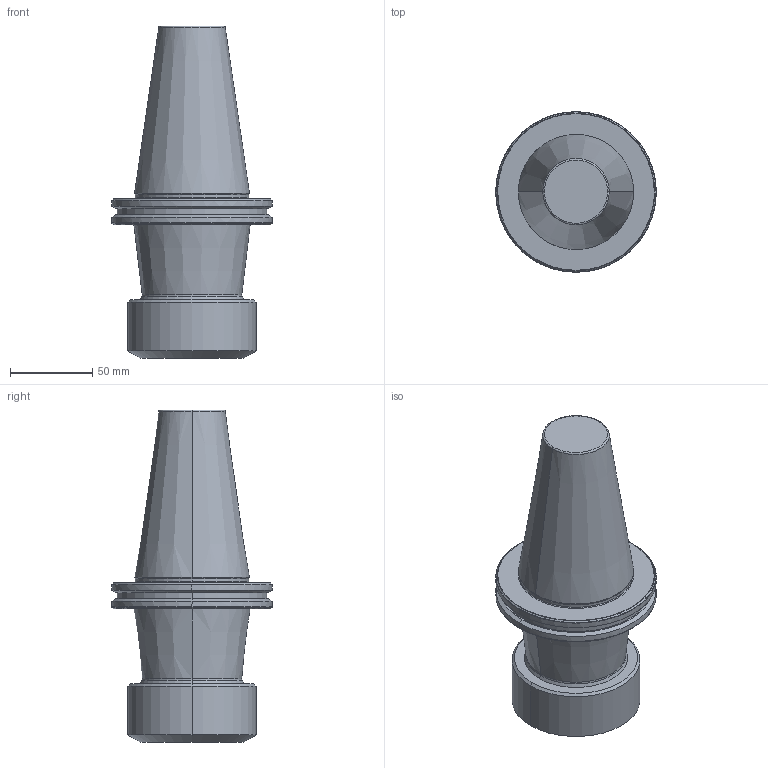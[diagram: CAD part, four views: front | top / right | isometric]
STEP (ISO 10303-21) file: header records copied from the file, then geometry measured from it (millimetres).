
FILE_DESCRIPTION (( 'STEP AP203' ), '1' );
FILE_NAME ('SK 50 ER 50 100 AD-6.3G15000 SL.STEP', '2019-04-26T08:45:56', ( '' ), ( '' ), 'SwSTEP 2.0', 'SolidWorks 2014', '' );
FILE_SCHEMA (( 'CONFIG_CONTROL_DESIGN' ));
Length unit declared in the file: millimetre
Products named in the file (1): SK 50 ER 50 100 AD-6.3G15000 SL
Bounding box: 97.5 x 97.5 x 201.75 mm (x, y, z)
Volume: 691429.2 mm3; surface area: 56229.5 mm2
Topology: 1 solids, 1 shells, 71 faces, 168 edges, 104 vertices
Faces by surface type: bspline 22, cone 20, torus 12, cylinder 10, plane 7
Entity records: 3057 total; most frequent: CARTESIAN_POINT 1414, ORIENTED_EDGE 336, DIRECTION 334, EDGE_CURVE 168, AXIS2_PLACEMENT_3D 152, VERTEX_POINT 104, CIRCLE 102, EDGE_LOOP 76
